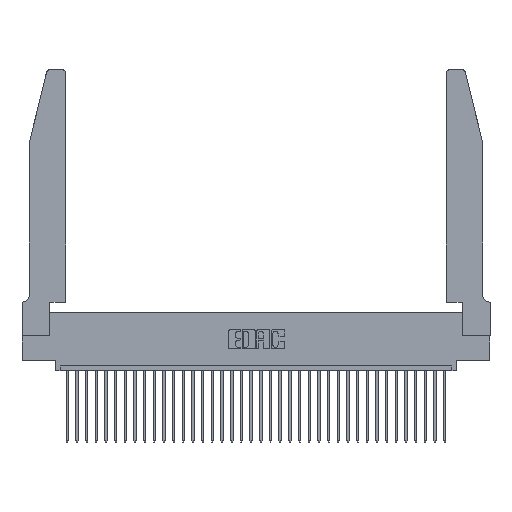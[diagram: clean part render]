
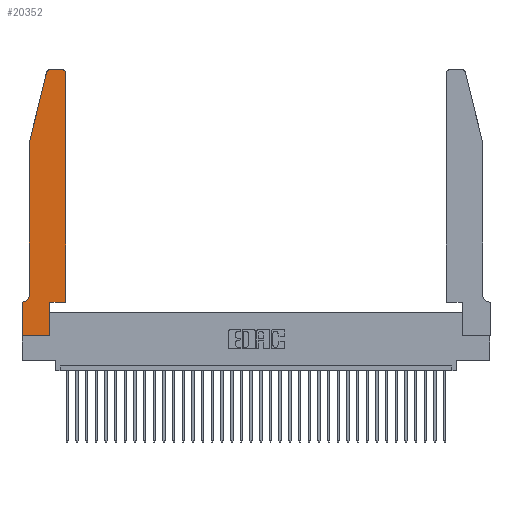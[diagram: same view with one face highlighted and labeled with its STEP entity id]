
A CAD part, top view. The second image highlights one B-rep face of the part: STEP entity #20352.
In plain terms, the highlighted planar face has unit normal (0, 0, 1).
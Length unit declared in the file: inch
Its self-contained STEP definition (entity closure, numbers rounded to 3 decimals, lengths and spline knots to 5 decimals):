
#240 = DIRECTION ( 'NONE',  ( 0., 1., 0. ) ) ;
#358 = CARTESIAN_POINT ( 'NONE',  ( 0.2865, 0.35, 0.37 ) ) ;
#2456 = CARTESIAN_POINT ( 'NONE',  ( 0., 0.35, 0.37 ) ) ;
#2524 = DIRECTION ( 'NONE',  ( 0., -1., 0. ) ) ;
#2916 = VECTOR ( 'NONE', #7394, 39.37008 ) ;
#3010 = CARTESIAN_POINT ( 'NONE',  ( 0.4205, 2.75, 0.37 ) ) ;
#3173 = EDGE_CURVE ( 'NONE', #22491, #14902, #26633, .T. ) ;
#3223 = EDGE_CURVE ( 'NONE', #34233, #22491, #32979, .T. ) ;
#4550 = AXIS2_PLACEMENT_3D ( 'NONE', #7144, #31917, #15695 ) ;
#4748 = EDGE_CURVE ( 'NONE', #21224, #30427, #27720, .T. ) ;
#4901 = AXIS2_PLACEMENT_3D ( 'NONE', #2456, #8182, #7969 ) ;
#4922 = DIRECTION ( 'NONE',  ( 0., 0., 1. ) ) ;
#6336 = CARTESIAN_POINT ( 'NONE',  ( 0.0755, 2., 0.37 ) ) ;
#6574 = VERTEX_POINT ( 'NONE', #25884 ) ;
#6740 = CARTESIAN_POINT ( 'NONE',  ( 0.0055, 0.42, 0.37 ) ) ;
#6747 = LINE ( 'NONE', #23701, #2916 ) ;
#6801 = CARTESIAN_POINT ( 'NONE',  ( 0.2605, 2.75, 0.37 ) ) ;
#6984 = CARTESIAN_POINT ( 'NONE',  ( 0.4505, 0.35, 0.37 ) ) ;
#7041 = LINE ( 'NONE', #358, #13509 ) ;
#7144 = CARTESIAN_POINT ( 'NONE',  ( 0.284, 2.72, 0.37 ) ) ;
#7394 = DIRECTION ( 'NONE',  ( 0., -1., 0. ) ) ;
#7536 = EDGE_CURVE ( 'NONE', #14902, #6574, #30567, .T. ) ;
#7620 = VERTEX_POINT ( 'NONE', #29823 ) ;
#7800 = VECTOR ( 'NONE', #20535, 39.37008 ) ;
#7943 = CARTESIAN_POINT ( 'NONE',  ( 0., 0.35, 0.37 ) ) ;
#7969 = DIRECTION ( 'NONE',  ( 1., 0., 0. ) ) ;
#8182 = DIRECTION ( 'NONE',  ( 0., 0., 1. ) ) ;
#8773 = VECTOR ( 'NONE', #240, 39.37008 ) ;
#8893 = VECTOR ( 'NONE', #25910, 39.37008 ) ;
#9090 = ORIENTED_EDGE ( 'NONE', *, *, #14133, .T. ) ;
#9606 = LINE ( 'NONE', #6984, #21487 ) ;
#9650 = DIRECTION ( 'NONE',  ( 1., 0., 0. ) ) ;
#10640 = VERTEX_POINT ( 'NONE', #25271 ) ;
#10691 = CARTESIAN_POINT ( 'NONE',  ( 0.2865, 0.35, 0.37 ) ) ;
#11149 = EDGE_LOOP ( 'NONE', ( #21912, #19674, #26329, #25974, #29121, #32875, #17930, #19752, #29997, #9090, #19230, #33077 ) ) ;
#11291 = CARTESIAN_POINT ( 'NONE',  ( 0.4505, 0.35, 0.37 ) ) ;
#12484 = CARTESIAN_POINT ( 'NONE',  ( 0.25487, 2.72718, 0.37 ) ) ;
#13217 = LINE ( 'NONE', #29595, #27938 ) ;
#13509 = VECTOR ( 'NONE', #19433, 39.37008 ) ;
#13562 = AXIS2_PLACEMENT_3D ( 'NONE', #6740, #25817, #15187 ) ;
#13657 = VERTEX_POINT ( 'NONE', #29230 ) ;
#14133 = EDGE_CURVE ( 'NONE', #29660, #34975, #9606, .T. ) ;
#14902 = VERTEX_POINT ( 'NONE', #12484 ) ;
#15187 = DIRECTION ( 'NONE',  ( -1., 0., 0. ) ) ;
#15695 = DIRECTION ( 'NONE',  ( 1., 0., 0. ) ) ;
#16001 = PLANE ( 'NONE',  #4901 ) ;
#16438 = DIRECTION ( 'NONE',  ( -1., 0., 0. ) ) ;
#17930 = ORIENTED_EDGE ( 'NONE', *, *, #29540, .T. ) ;
#18254 = CARTESIAN_POINT ( 'NONE',  ( 0.284, 2.75, 0.37 ) ) ;
#18726 = DIRECTION ( 'NONE',  ( -1., 0., 0. ) ) ;
#19230 = ORIENTED_EDGE ( 'NONE', *, *, #24480, .T. ) ;
#19433 = DIRECTION ( 'NONE',  ( 0., 1., 0. ) ) ;
#19674 = ORIENTED_EDGE ( 'NONE', *, *, #3173, .T. ) ;
#19736 = VECTOR ( 'NONE', #18726, 39.37008 ) ;
#19752 = ORIENTED_EDGE ( 'NONE', *, *, #4748, .T. ) ;
#20352 = ADVANCED_FACE ( 'NONE', ( #26090 ), #16001, .T. ) ;
#20535 = DIRECTION ( 'NONE',  ( 1., 0., 0. ) ) ;
#21020 = DIRECTION ( 'NONE',  ( 1., 0., 0. ) ) ;
#21224 = VERTEX_POINT ( 'NONE', #30364 ) ;
#21268 = CARTESIAN_POINT ( 'NONE',  ( 0.4205, 2.72, 0.37 ) ) ;
#21330 = LINE ( 'NONE', #29884, #32006 ) ;
#21487 = VECTOR ( 'NONE', #21020, 39.37008 ) ;
#21912 = ORIENTED_EDGE ( 'NONE', *, *, #3223, .T. ) ;
#22491 = VERTEX_POINT ( 'NONE', #18254 ) ;
#22691 = EDGE_CURVE ( 'NONE', #10640, #7620, #30530, .T. ) ;
#23701 = CARTESIAN_POINT ( 'NONE',  ( 0.0755, 2., 0.37 ) ) ;
#24448 = EDGE_CURVE ( 'NONE', #30427, #29660, #7041, .T. ) ;
#24480 = EDGE_CURVE ( 'NONE', #34975, #13657, #32597, .T. ) ;
#25271 = CARTESIAN_POINT ( 'NONE',  ( 0.0755, 0.42, 0.37 ) ) ;
#25817 = DIRECTION ( 'NONE',  ( 0., 0., -1. ) ) ;
#25884 = CARTESIAN_POINT ( 'NONE',  ( 0.0755, 2., 0.37 ) ) ;
#25910 = DIRECTION ( 'NONE',  ( -0.239, -0.971, 0. ) ) ;
#25974 = ORIENTED_EDGE ( 'NONE', *, *, #34389, .T. ) ;
#26090 = FACE_OUTER_BOUND ( 'NONE', #11149, .T. ) ;
#26329 = ORIENTED_EDGE ( 'NONE', *, *, #7536, .T. ) ;
#26633 = CIRCLE ( 'NONE', #4550, 0.03 ) ;
#27720 = LINE ( 'NONE', #28505, #7800 ) ;
#27757 = CARTESIAN_POINT ( 'NONE',  ( 0.2865, 0., 0.37 ) ) ;
#27938 = VECTOR ( 'NONE', #16438, 39.37008 ) ;
#28505 = CARTESIAN_POINT ( 'NONE',  ( 0., 0., 0.37 ) ) ;
#29121 = ORIENTED_EDGE ( 'NONE', *, *, #22691, .T. ) ;
#29230 = CARTESIAN_POINT ( 'NONE',  ( 0.4505, 2.72, 0.37 ) ) ;
#29540 = EDGE_CURVE ( 'NONE', #33463, #21224, #21330, .T. ) ;
#29595 = CARTESIAN_POINT ( 'NONE',  ( 0.0755, 0.35, 0.37 ) ) ;
#29660 = VERTEX_POINT ( 'NONE', #10691 ) ;
#29823 = CARTESIAN_POINT ( 'NONE',  ( 0.0055, 0.35, 0.37 ) ) ;
#29884 = CARTESIAN_POINT ( 'NONE',  ( 0., 0., 0.37 ) ) ;
#29997 = ORIENTED_EDGE ( 'NONE', *, *, #24448, .T. ) ;
#30191 = AXIS2_PLACEMENT_3D ( 'NONE', #21268, #4922, #9650 ) ;
#30364 = CARTESIAN_POINT ( 'NONE',  ( 0., 0., 0.37 ) ) ;
#30427 = VERTEX_POINT ( 'NONE', #27757 ) ;
#30530 = CIRCLE ( 'NONE', #13562, 0.07 ) ;
#30542 = CIRCLE ( 'NONE', #30191, 0.03 ) ;
#30567 = LINE ( 'NONE', #6336, #8893 ) ;
#30657 = EDGE_CURVE ( 'NONE', #13657, #34233, #30542, .T. ) ;
#31758 = CARTESIAN_POINT ( 'NONE',  ( 0.4505, 0.35, 0.37 ) ) ;
#31917 = DIRECTION ( 'NONE',  ( 0., 0., 1. ) ) ;
#32006 = VECTOR ( 'NONE', #2524, 39.37008 ) ;
#32597 = LINE ( 'NONE', #11291, #8773 ) ;
#32875 = ORIENTED_EDGE ( 'NONE', *, *, #35236, .T. ) ;
#32979 = LINE ( 'NONE', #6801, #19736 ) ;
#33077 = ORIENTED_EDGE ( 'NONE', *, *, #30657, .T. ) ;
#33463 = VERTEX_POINT ( 'NONE', #7943 ) ;
#34233 = VERTEX_POINT ( 'NONE', #3010 ) ;
#34389 = EDGE_CURVE ( 'NONE', #6574, #10640, #6747, .T. ) ;
#34975 = VERTEX_POINT ( 'NONE', #31758 ) ;
#35236 = EDGE_CURVE ( 'NONE', #7620, #33463, #13217, .T. ) ;
